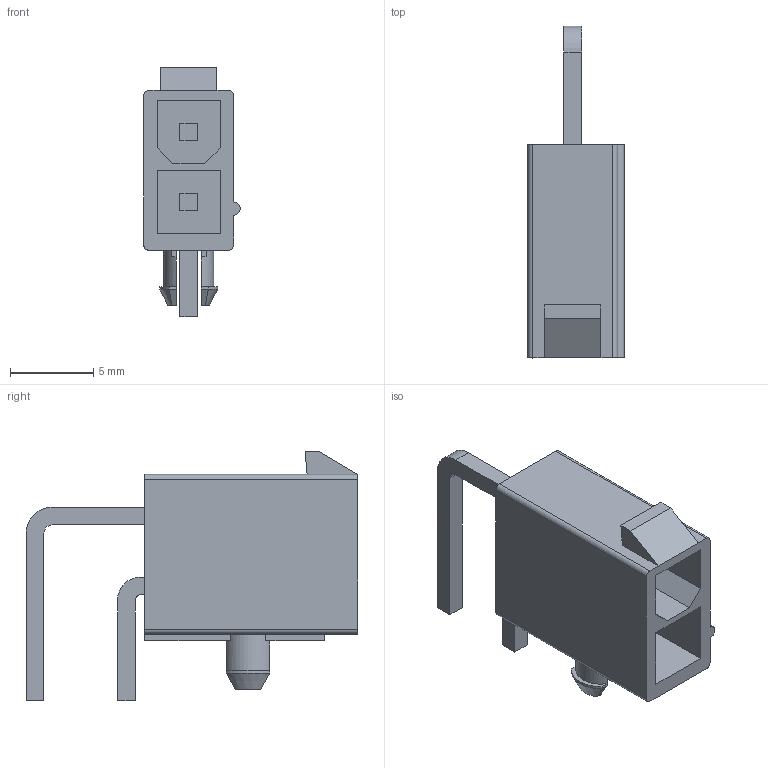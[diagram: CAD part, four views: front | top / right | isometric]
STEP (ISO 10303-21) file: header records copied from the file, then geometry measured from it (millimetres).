
FILE_DESCRIPTION (( 'STEP AP203' ), '1' );
FILE_NAME ('Power Port.step_Default_sldprt.STEP', '2022-11-09T04:42:28', ( '' ), ( '' ), 'SwSTEP 2.0', 'SolidWorks 2022', '' );
FILE_SCHEMA (( 'CONFIG_CONTROL_DESIGN' ));
Length unit declared in the file: millimetre
Products named in the file (1): Power Port.step_Default_sldprt
Bounding box: 5.8 x 19.93 x 15 mm (x, y, z)
Volume: 467 mm3; surface area: 948.7 mm2
Topology: 1 solids, 1 shells, 88 faces, 230 edges, 150 vertices
Faces by surface type: plane 72, cylinder 14, cone 2
Entity records: 2745 total; most frequent: CARTESIAN_POINT 481, ORIENTED_EDGE 460, DIRECTION 438, EDGE_CURVE 230, LINE 192, VECTOR 192, VERTEX_POINT 150, AXIS2_PLACEMENT_3D 123
